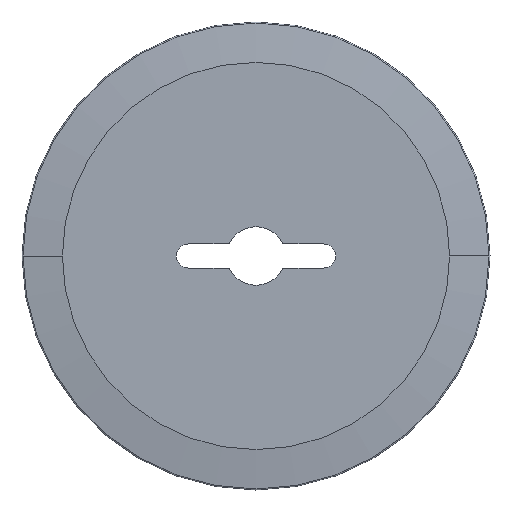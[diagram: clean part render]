
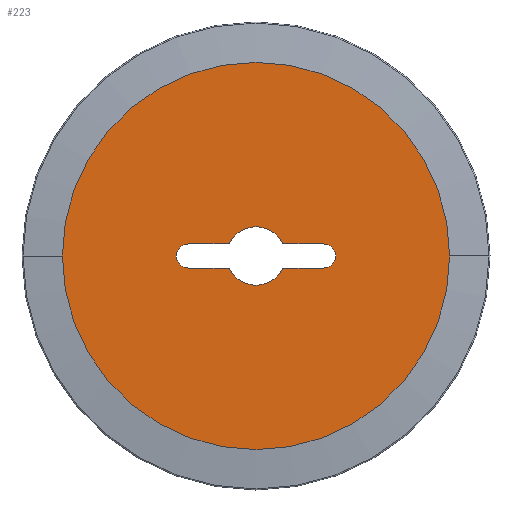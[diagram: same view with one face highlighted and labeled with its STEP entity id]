
A CAD part, left-side view. The second image highlights one B-rep face of the part: STEP entity #223.
In plain terms, the highlighted planar face has unit normal (-1, 0, 0).
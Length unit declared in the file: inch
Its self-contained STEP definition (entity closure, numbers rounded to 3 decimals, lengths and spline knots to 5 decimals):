
#4 = AXIS2_PLACEMENT_3D ( 'NONE', #553, #57, #449 ) ;
#5 = AXIS2_PLACEMENT_3D ( 'NONE', #85, #37, #279 ) ;
#37 = DIRECTION ( 'NONE',  ( -1., 0., 0. ) ) ;
#39 = ORIENTED_EDGE ( 'NONE', *, *, #359, .F. ) ;
#41 = VERTEX_POINT ( 'NONE', #134 ) ;
#49 = LINE ( 'NONE', #448, #107 ) ;
#52 = CARTESIAN_POINT ( 'NONE',  ( 0., -0.36075, 0. ) ) ;
#57 = DIRECTION ( 'NONE',  ( -1., 0., 0. ) ) ;
#58 = ORIENTED_EDGE ( 'NONE', *, *, #108, .F. ) ;
#64 = DIRECTION ( 'NONE',  ( 0., -1., 0. ) ) ;
#68 = EDGE_CURVE ( 'NONE', #219, #601, #168, .T. ) ;
#70 = VERTEX_POINT ( 'NONE', #242 ) ;
#72 = CIRCLE ( 'NONE', #425, 0.06425 ) ;
#85 = CARTESIAN_POINT ( 'NONE',  ( 0., 0., 0. ) ) ;
#89 = CIRCLE ( 'NONE', #4, 0.06425 ) ;
#97 = AXIS2_PLACEMENT_3D ( 'NONE', #340, #300, #392 ) ;
#101 = CARTESIAN_POINT ( 'NONE',  ( 0., -0.14243, -0.06425 ) ) ;
#105 = AXIS2_PLACEMENT_3D ( 'NONE', #175, #293, #489 ) ;
#106 = DIRECTION ( 'NONE',  ( -1., 0., 0. ) ) ;
#107 = VECTOR ( 'NONE', #342, 39.37008 ) ;
#108 = EDGE_CURVE ( 'NONE', #626, #70, #89, .T. ) ;
#110 = ORIENTED_EDGE ( 'NONE', *, *, #468, .F. ) ;
#113 = ORIENTED_EDGE ( 'NONE', *, *, #635, .F. ) ;
#121 = VECTOR ( 'NONE', #189, 39.37008 ) ;
#124 = CARTESIAN_POINT ( 'NONE',  ( 0., -0.425, 0. ) ) ;
#126 = LINE ( 'NONE', #335, #612 ) ;
#127 = EDGE_CURVE ( 'NONE', #316, #212, #536, .T. ) ;
#132 = CARTESIAN_POINT ( 'NONE',  ( 0., 0.15625, 0. ) ) ;
#134 = CARTESIAN_POINT ( 'NONE',  ( 0., 0.14243, 0.06425 ) ) ;
#148 = CARTESIAN_POINT ( 'NONE',  ( 0., -0.14243, 0.06425 ) ) ;
#154 = EDGE_CURVE ( 'NONE', #212, #595, #72, .T. ) ;
#167 = CARTESIAN_POINT ( 'NONE',  ( 0., 0.36075, 0.06425 ) ) ;
#168 = CIRCLE ( 'NONE', #105, 1.03422 ) ;
#175 = CARTESIAN_POINT ( 'NONE',  ( 0., 0., 0. ) ) ;
#182 = FACE_BOUND ( 'NONE', #413, .T. ) ;
#189 = DIRECTION ( 'NONE',  ( 0., 1., 0. ) ) ;
#195 = AXIS2_PLACEMENT_3D ( 'NONE', #422, #420, #533 ) ;
#201 = ORIENTED_EDGE ( 'NONE', *, *, #68, .T. ) ;
#211 = AXIS2_PLACEMENT_3D ( 'NONE', #467, #106, #64 ) ;
#212 = VERTEX_POINT ( 'NONE', #124 ) ;
#219 = VERTEX_POINT ( 'NONE', #373 ) ;
#221 = CIRCLE ( 'NONE', #5, 0.15625 ) ;
#223 = ADVANCED_FACE ( 'NONE', ( #182, #239 ), #430, .F. ) ;
#237 = VERTEX_POINT ( 'NONE', #382 ) ;
#239 = FACE_OUTER_BOUND ( 'NONE', #439, .T. ) ;
#242 = CARTESIAN_POINT ( 'NONE',  ( 0., 0.36075, -0.06425 ) ) ;
#265 = EDGE_CURVE ( 'NONE', #455, #41, #221, .T. ) ;
#266 = VECTOR ( 'NONE', #369, 39.37008 ) ;
#267 = CARTESIAN_POINT ( 'NONE',  ( 0., -0.36075, 0.06425 ) ) ;
#279 = DIRECTION ( 'NONE',  ( 0., -1., 0. ) ) ;
#293 = DIRECTION ( 'NONE',  ( -1., 0., 0. ) ) ;
#300 = DIRECTION ( 'NONE',  ( -1., 0., 0. ) ) ;
#306 = CIRCLE ( 'NONE', #195, 1.03422 ) ;
#312 = ORIENTED_EDGE ( 'NONE', *, *, #154, .F. ) ;
#316 = VERTEX_POINT ( 'NONE', #584 ) ;
#333 = AXIS2_PLACEMENT_3D ( 'NONE', #132, #637, #629 ) ;
#335 = CARTESIAN_POINT ( 'NONE',  ( 0., 0.36075, -0.06425 ) ) ;
#336 = EDGE_CURVE ( 'NONE', #601, #219, #306, .T. ) ;
#340 = CARTESIAN_POINT ( 'NONE',  ( 0., -0.36075, 0. ) ) ;
#342 = DIRECTION ( 'NONE',  ( 0., -1., 0. ) ) ;
#359 = EDGE_CURVE ( 'NONE', #70, #237, #126, .T. ) ;
#366 = DIRECTION ( 'NONE',  ( 0., -1., 0. ) ) ;
#369 = DIRECTION ( 'NONE',  ( 0., 1., 0. ) ) ;
#373 = CARTESIAN_POINT ( 'NONE',  ( 0., -1.03422, 0. ) ) ;
#381 = VERTEX_POINT ( 'NONE', #101 ) ;
#382 = CARTESIAN_POINT ( 'NONE',  ( 0., 0.14243, -0.06425 ) ) ;
#383 = ORIENTED_EDGE ( 'NONE', *, *, #476, .F. ) ;
#392 = DIRECTION ( 'NONE',  ( 0., -1., 0. ) ) ;
#406 = ORIENTED_EDGE ( 'NONE', *, *, #336, .T. ) ;
#413 = EDGE_LOOP ( 'NONE', ( #490, #591, #312, #424, #110, #113, #39, #58, #383 ) ) ;
#420 = DIRECTION ( 'NONE',  ( -1., 0., 0. ) ) ;
#422 = CARTESIAN_POINT ( 'NONE',  ( 0., 0., 0. ) ) ;
#424 = ORIENTED_EDGE ( 'NONE', *, *, #127, .F. ) ;
#425 = AXIS2_PLACEMENT_3D ( 'NONE', #52, #547, #366 ) ;
#430 = PLANE ( 'NONE',  #333 ) ;
#439 = EDGE_LOOP ( 'NONE', ( #406, #201 ) ) ;
#443 = CARTESIAN_POINT ( 'NONE',  ( 0., 0.36075, 0.06425 ) ) ;
#448 = CARTESIAN_POINT ( 'NONE',  ( 0., 0.36075, -0.06425 ) ) ;
#449 = DIRECTION ( 'NONE',  ( 0., -1., 0. ) ) ;
#455 = VERTEX_POINT ( 'NONE', #148 ) ;
#461 = CIRCLE ( 'NONE', #211, 0.15625 ) ;
#467 = CARTESIAN_POINT ( 'NONE',  ( 0., 0., 0. ) ) ;
#468 = EDGE_CURVE ( 'NONE', #381, #316, #49, .T. ) ;
#476 = EDGE_CURVE ( 'NONE', #41, #626, #543, .T. ) ;
#489 = DIRECTION ( 'NONE',  ( 0., -1., 0. ) ) ;
#490 = ORIENTED_EDGE ( 'NONE', *, *, #265, .F. ) ;
#506 = LINE ( 'NONE', #167, #266 ) ;
#528 = EDGE_CURVE ( 'NONE', #595, #455, #506, .T. ) ;
#533 = DIRECTION ( 'NONE',  ( 0., -1., 0. ) ) ;
#536 = CIRCLE ( 'NONE', #97, 0.06425 ) ;
#543 = LINE ( 'NONE', #443, #121 ) ;
#547 = DIRECTION ( 'NONE',  ( -1., 0., 0. ) ) ;
#553 = CARTESIAN_POINT ( 'NONE',  ( 0., 0.36075, 0. ) ) ;
#556 = CARTESIAN_POINT ( 'NONE',  ( 0., 0.36075, 0.06425 ) ) ;
#584 = CARTESIAN_POINT ( 'NONE',  ( 0., -0.36075, -0.06425 ) ) ;
#591 = ORIENTED_EDGE ( 'NONE', *, *, #528, .F. ) ;
#595 = VERTEX_POINT ( 'NONE', #267 ) ;
#601 = VERTEX_POINT ( 'NONE', #625 ) ;
#612 = VECTOR ( 'NONE', #634, 39.37008 ) ;
#625 = CARTESIAN_POINT ( 'NONE',  ( 0., 1.03422, 0. ) ) ;
#626 = VERTEX_POINT ( 'NONE', #556 ) ;
#629 = DIRECTION ( 'NONE',  ( 0., 1., 0. ) ) ;
#634 = DIRECTION ( 'NONE',  ( 0., -1., 0. ) ) ;
#635 = EDGE_CURVE ( 'NONE', #237, #381, #461, .T. ) ;
#637 = DIRECTION ( 'NONE',  ( 1., 0., 0. ) ) ;
